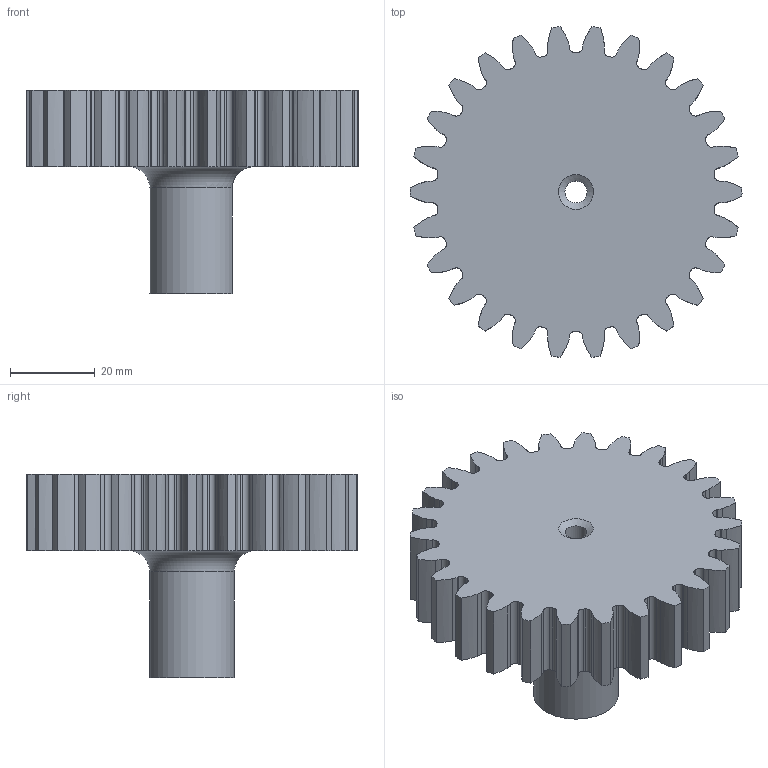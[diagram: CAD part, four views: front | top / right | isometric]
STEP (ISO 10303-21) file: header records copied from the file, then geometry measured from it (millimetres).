
FILE_DESCRIPTION(('FreeCAD Model'),'2;1');
FILE_NAME('Open CASCADE Shape Model','2025-10-04T21:24:08',(''),(''), 'Open CASCADE STEP processor 7.8','FreeCAD','Unknown');
FILE_SCHEMA(('AUTOMOTIVE_DESIGN { 1 0 10303 214 1 1 1 1 }'));
Length unit declared in the file: millimetre
Products named in the file (1): Fillet002
Bounding box: 78.4 x 78.05 x 48 mm (x, y, z)
Volume: 81965.4 mm3; surface area: 19092.1 mm2
Topology: 1 solids, 1 shells, 274 faces, 812 edges, 539 vertices
Faces by surface type: cylinder 108, extrusion 104, plane 58, bspline 2, torus 1, cone 1
Full cylindrical faces by diameter (mm): 5.2 x1
Entity records: 9849 total; most frequent: CARTESIAN_POINT 2723, ORIENTED_EDGE 1620, DIRECTION 1254, EDGE_CURVE 810, VERTEX_POINT 539, VECTOR 482, AXIS2_PLACEMENT_3D 386, LINE 378
